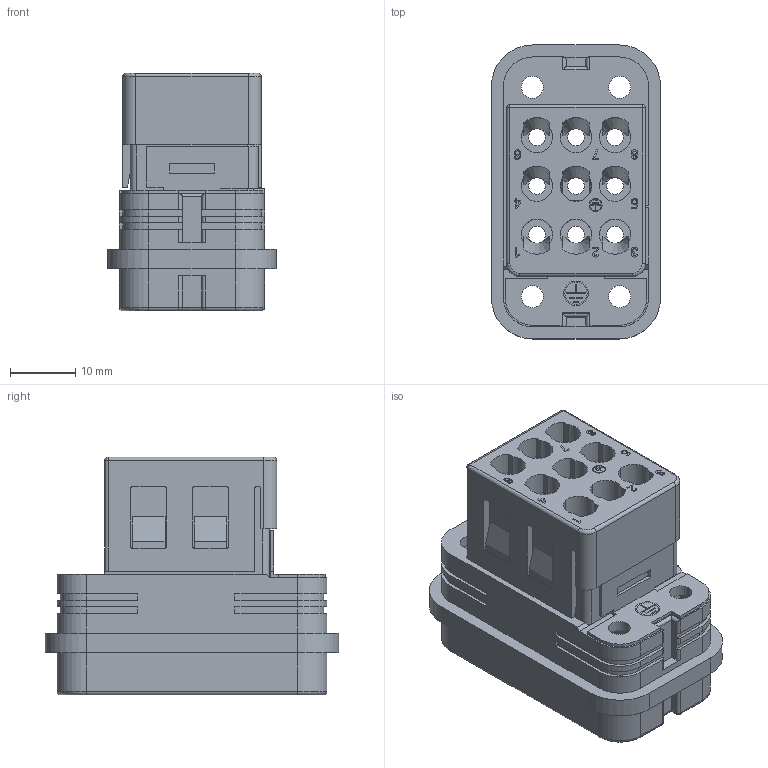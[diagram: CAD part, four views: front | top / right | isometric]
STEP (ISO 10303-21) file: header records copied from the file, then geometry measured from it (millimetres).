
FILE_DESCRIPTION(('Creo Elements/Direct Modeling STEP Export'),'2;1');
FILE_NAME('0ln7uvk5h1nlmt74400','2022-02-03T15:22:55',(''),(''),'Creo Elements/Direct Modeling STEP processor for AP214 (Solid Model)','Creo Elements/Direct Modeling 20.1B 02-Apr-2019 (C) Parametric Technology GmbH','');
FILE_SCHEMA(('AUTOMOTIVE_DESIGN { 1 0 10303 214 1 1 1 1 }'));
Length unit declared in the file: millimetre
Products named in the file (2): CQM_08E
Assembly tree (1 placements, depth 2):
  CQM_08E
    CQM_08E
Bounding box: 26 x 45.2 x 36.5 mm (x, y, z)
Volume: 12920.1 mm3; surface area: 15055.9 mm2
Topology: 1 solids, 1 shells, 1112 faces, 3450 edges, 2393 vertices
Faces by surface type: plane 824, cylinder 244, cone 30, torus 8, sphere 6
Entity records: 46860 total; most frequent: CARTESIAN_POINT 7672, ORIENTED_EDGE 6888, DIRECTION 5554, EDGE_CURVE 3444, VECTOR 2728, LINE 2728, VERTEX_POINT 2393, AXIS2_PLACEMENT_3D 1413
